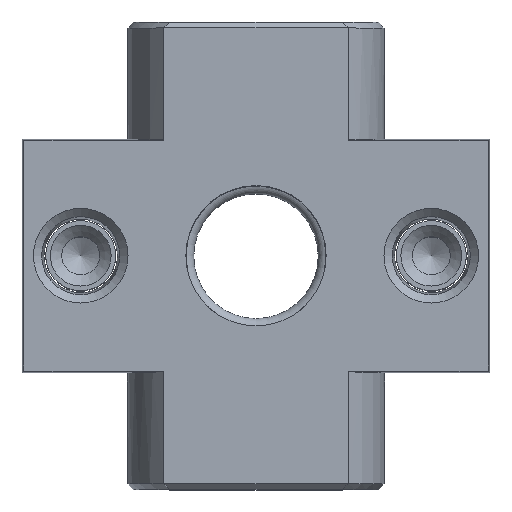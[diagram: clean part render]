
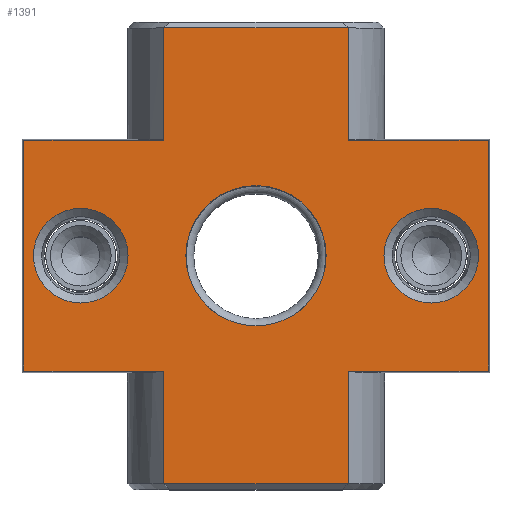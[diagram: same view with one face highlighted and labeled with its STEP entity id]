
A CAD part, top view. The second image highlights one B-rep face of the part: STEP entity #1391.
In plain terms, the highlighted planar face has unit normal (0, 0, 1).
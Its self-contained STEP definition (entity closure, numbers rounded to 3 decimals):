
#96=LINE('',#2213,#196);
#100=LINE('',#2224,#200);
#104=LINE('',#2235,#204);
#106=LINE('',#2240,#206);
#125=LINE('',#2339,#225);
#126=LINE('',#2345,#226);
#127=LINE('',#2347,#227);
#128=LINE('',#2349,#228);
#129=LINE('',#2350,#229);
#130=LINE('',#2352,#230);
#131=LINE('',#2354,#231);
#132=LINE('',#2355,#232);
#196=VECTOR('',#1710,1000.);
#200=VECTOR('',#1720,1000.);
#204=VECTOR('',#1728,1000.);
#206=VECTOR('',#1732,1000.);
#225=VECTOR('',#1797,1000.);
#226=VECTOR('',#1804,1000.);
#227=VECTOR('',#1805,1000.);
#228=VECTOR('',#1806,1000.);
#229=VECTOR('',#1807,1000.);
#230=VECTOR('',#1808,1000.);
#231=VECTOR('',#1809,1000.);
#232=VECTOR('',#1810,1000.);
#297=PLANE('',#1556);
#446=ORIENTED_EDGE('',*,*,#715,.T.);
#447=ORIENTED_EDGE('',*,*,#781,.F.);
#448=ORIENTED_EDGE('',*,*,#782,.F.);
#449=ORIENTED_EDGE('',*,*,#783,.T.);
#450=ORIENTED_EDGE('',*,*,#784,.T.);
#451=ORIENTED_EDGE('',*,*,#785,.T.);
#452=ORIENTED_EDGE('',*,*,#740,.T.);
#453=ORIENTED_EDGE('',*,*,#780,.T.);
#454=ORIENTED_EDGE('',*,*,#729,.F.);
#455=ORIENTED_EDGE('',*,*,#786,.T.);
#456=ORIENTED_EDGE('',*,*,#787,.F.);
#457=ORIENTED_EDGE('',*,*,#788,.T.);
#458=ORIENTED_EDGE('',*,*,#735,.F.);
#459=ORIENTED_EDGE('',*,*,#789,.F.);
#460=ORIENTED_EDGE('',*,*,#742,.T.);
#715=EDGE_CURVE('',#893,#893,#1020,.T.);
#729=EDGE_CURVE('',#906,#908,#96,.T.);
#735=EDGE_CURVE('',#911,#910,#100,.T.);
#740=EDGE_CURVE('',#913,#916,#104,.T.);
#742=EDGE_CURVE('',#919,#917,#106,.T.);
#780=EDGE_CURVE('',#916,#908,#125,.T.);
#781=EDGE_CURVE('',#944,#944,#1029,.T.);
#782=EDGE_CURVE('',#945,#945,#1030,.T.);
#783=EDGE_CURVE('',#917,#946,#126,.T.);
#784=EDGE_CURVE('',#946,#947,#127,.T.);
#785=EDGE_CURVE('',#947,#913,#128,.T.);
#786=EDGE_CURVE('',#906,#948,#129,.T.);
#787=EDGE_CURVE('',#949,#948,#130,.T.);
#788=EDGE_CURVE('',#949,#910,#131,.T.);
#789=EDGE_CURVE('',#919,#911,#132,.T.);
#893=VERTEX_POINT('',#2118);
#906=VERTEX_POINT('',#2211);
#908=VERTEX_POINT('',#2214);
#910=VERTEX_POINT('',#2220);
#911=VERTEX_POINT('',#2223);
#913=VERTEX_POINT('',#2228);
#916=VERTEX_POINT('',#2234);
#917=VERTEX_POINT('',#2238);
#919=VERTEX_POINT('',#2241);
#944=VERTEX_POINT('',#2342);
#945=VERTEX_POINT('',#2344);
#946=VERTEX_POINT('',#2346);
#947=VERTEX_POINT('',#2348);
#948=VERTEX_POINT('',#2351);
#949=VERTEX_POINT('',#2353);
#1020=CIRCLE('',#1521,6.);
#1029=CIRCLE('',#1557,4.05);
#1030=CIRCLE('',#1558,4.05);
#1095=EDGE_LOOP('',(#446));
#1096=EDGE_LOOP('',(#447));
#1097=EDGE_LOOP('',(#448));
#1098=EDGE_LOOP('',(#449,#450,#451,#452,#453,#454,#455,#456,#457,#458,#459,
#460));
#1237=FACE_BOUND('',#1095,.T.);
#1238=FACE_BOUND('',#1096,.T.);
#1239=FACE_BOUND('',#1097,.T.);
#1240=FACE_BOUND('',#1098,.T.);
#1391=ADVANCED_FACE('',(#1237,#1238,#1239,#1240),#297,.F.);
#1521=AXIS2_PLACEMENT_3D('',#2117,#1689,#1690);
#1556=AXIS2_PLACEMENT_3D('',#2340,#1798,#1799);
#1557=AXIS2_PLACEMENT_3D('',#2341,#1800,#1801);
#1558=AXIS2_PLACEMENT_3D('',#2343,#1802,#1803);
#1689=DIRECTION('',(0.,0.,-1.));
#1690=DIRECTION('',(-1.,0.,0.));
#1710=DIRECTION('',(-1.,0.,0.));
#1720=DIRECTION('',(-1.,0.,0.));
#1728=DIRECTION('',(-1.,0.,0.));
#1732=DIRECTION('',(-1.,0.,0.));
#1797=DIRECTION('',(0.,-1.,0.));
#1798=DIRECTION('',(0.,0.,-1.));
#1799=DIRECTION('',(-1.,0.,0.));
#1800=DIRECTION('',(0.,0.,1.));
#1801=DIRECTION('',(1.,0.,0.));
#1802=DIRECTION('',(0.,0.,1.));
#1803=DIRECTION('',(1.,0.,0.));
#1804=DIRECTION('',(0.,1.,0.));
#1805=DIRECTION('',(-1.,0.,0.));
#1806=DIRECTION('',(0.,-1.,0.));
#1807=DIRECTION('',(0.,-1.,0.));
#1808=DIRECTION('',(-1.,0.,0.));
#1809=DIRECTION('',(0.,1.,0.));
#1810=DIRECTION('',(0.,-1.,0.));
#2117=CARTESIAN_POINT('',(0.,0.,15.));
#2118=CARTESIAN_POINT('',(-6.,0.,15.));
#2211=CARTESIAN_POINT('',(-7.9,-9.869,15.));
#2213=CARTESIAN_POINT('',(33.,-9.869,15.));
#2214=CARTESIAN_POINT('',(-19.869,-9.869,15.));
#2220=CARTESIAN_POINT('',(7.9,-9.869,15.));
#2223=CARTESIAN_POINT('',(19.869,-9.869,15.));
#2224=CARTESIAN_POINT('',(33.,-9.869,15.));
#2228=CARTESIAN_POINT('',(-7.9,9.869,15.));
#2234=CARTESIAN_POINT('',(-19.869,9.869,15.));
#2235=CARTESIAN_POINT('',(33.,9.869,15.));
#2238=CARTESIAN_POINT('',(7.9,9.869,15.));
#2240=CARTESIAN_POINT('',(33.,9.869,15.));
#2241=CARTESIAN_POINT('',(19.869,9.869,15.));
#2339=CARTESIAN_POINT('',(-19.869,10.,15.));
#2340=CARTESIAN_POINT('',(-19.869,10.,15.));
#2341=CARTESIAN_POINT('',(15.,0.,15.));
#2342=CARTESIAN_POINT('',(19.05,0.,15.));
#2343=CARTESIAN_POINT('',(-15.,0.,15.));
#2344=CARTESIAN_POINT('',(-10.95,0.,15.));
#2345=CARTESIAN_POINT('',(7.9,-19.5,15.));
#2346=CARTESIAN_POINT('',(7.9,19.5,15.));
#2347=CARTESIAN_POINT('',(20.,19.5,15.));
#2348=CARTESIAN_POINT('',(-7.9,19.5,15.));
#2349=CARTESIAN_POINT('',(-7.9,19.5,15.));
#2350=CARTESIAN_POINT('',(-7.9,19.5,15.));
#2351=CARTESIAN_POINT('',(-7.9,-19.5,15.));
#2352=CARTESIAN_POINT('',(20.,-19.5,15.));
#2353=CARTESIAN_POINT('',(7.9,-19.5,15.));
#2354=CARTESIAN_POINT('',(7.9,-19.5,15.));
#2355=CARTESIAN_POINT('',(19.869,10.,15.));
